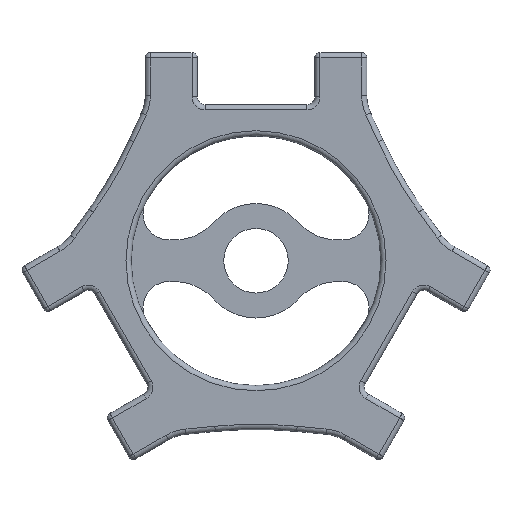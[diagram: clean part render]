
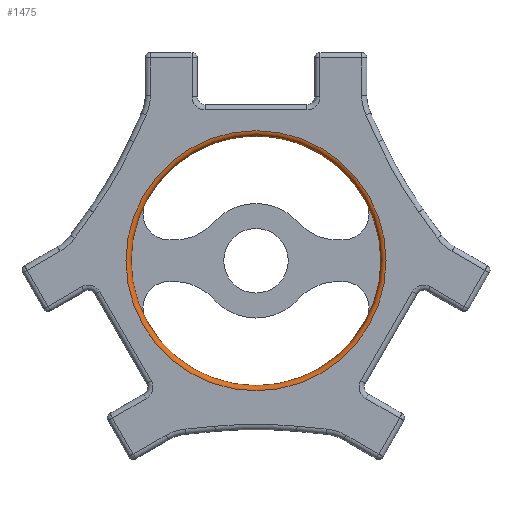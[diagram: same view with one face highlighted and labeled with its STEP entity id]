
A CAD part, top view. The second image highlights one B-rep face of the part: STEP entity #1475.
In plain terms, the highlighted toroidal (fillet/blend) face has major radius 25 mm and minor radius 1 mm.
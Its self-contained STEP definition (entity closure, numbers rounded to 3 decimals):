
#32 = CYLINDRICAL_SURFACE('',#33,24.);
#33 = AXIS2_PLACEMENT_3D('',#34,#35,#36);
#34 = CARTESIAN_POINT('',(0.,0.,8.));
#35 = DIRECTION('',(0.,0.,1.));
#36 = DIRECTION('',(1.,0.,0.));
#114 = VERTEX_POINT('',#115);
#115 = CARTESIAN_POINT('',(24.,0.,7.));
#136 = EDGE_CURVE('',#114,#114,#137,.T.);
#137 = SURFACE_CURVE('',#138,(#143,#150),.PCURVE_S1.);
#138 = CIRCLE('',#139,24.);
#139 = AXIS2_PLACEMENT_3D('',#140,#141,#142);
#140 = CARTESIAN_POINT('',(0.,0.,7.));
#141 = DIRECTION('',(0.,0.,1.));
#142 = DIRECTION('',(1.,0.,0.));
#143 = PCURVE('',#32,#144);
#144 = DEFINITIONAL_REPRESENTATION('',(#145),#149);
#145 = LINE('',#146,#147);
#146 = CARTESIAN_POINT('',(0.,-1.));
#147 = VECTOR('',#148,1.);
#148 = DIRECTION('',(1.,0.));
#149 = ( GEOMETRIC_REPRESENTATION_CONTEXT(2) 
PARAMETRIC_REPRESENTATION_CONTEXT() REPRESENTATION_CONTEXT('2D SPACE',''
  ) );
#150 = PCURVE('',#151,#156);
#151 = TOROIDAL_SURFACE('',#152,25.,1.);
#152 = AXIS2_PLACEMENT_3D('',#153,#154,#155);
#153 = CARTESIAN_POINT('',(0.,0.,7.));
#154 = DIRECTION('',(0.,0.,-1.));
#155 = DIRECTION('',(1.,0.,0.));
#156 = DEFINITIONAL_REPRESENTATION('',(#157),#161);
#157 = LINE('',#158,#159);
#158 = CARTESIAN_POINT('',(-0.,3.142));
#159 = VECTOR('',#160,1.);
#160 = DIRECTION('',(-1.,0.));
#161 = ( GEOMETRIC_REPRESENTATION_CONTEXT(2) 
PARAMETRIC_REPRESENTATION_CONTEXT() REPRESENTATION_CONTEXT('2D SPACE',''
  ) );
#1475 = ADVANCED_FACE('',(#1476),#151,.T.);
#1476 = FACE_BOUND('',#1477,.F.);
#1477 = EDGE_LOOP('',(#1478,#1500,#1501,#1502));
#1478 = ORIENTED_EDGE('',*,*,#1479,.F.);
#1479 = EDGE_CURVE('',#114,#1480,#1482,.T.);
#1480 = VERTEX_POINT('',#1481);
#1481 = CARTESIAN_POINT('',(25.,0.,8.));
#1482 = SEAM_CURVE('',#1483,(#1488,#1494),.PCURVE_S1.);
#1483 = CIRCLE('',#1484,1.);
#1484 = AXIS2_PLACEMENT_3D('',#1485,#1486,#1487);
#1485 = CARTESIAN_POINT('',(25.,0.,7.));
#1486 = DIRECTION('',(-0.,1.,0.));
#1487 = DIRECTION('',(1.,0.,0.));
#1488 = PCURVE('',#151,#1489);
#1489 = DEFINITIONAL_REPRESENTATION('',(#1490),#1493);
#1490 = B_SPLINE_CURVE_WITH_KNOTS('',1,(#1491,#1492),.UNSPECIFIED.,.F.,
  .F.,(2,2),(3.142,4.712),.PIECEWISE_BEZIER_KNOTS.);
#1491 = CARTESIAN_POINT('',(0.,3.142));
#1492 = CARTESIAN_POINT('',(0.,4.712));
#1493 = ( GEOMETRIC_REPRESENTATION_CONTEXT(2) 
PARAMETRIC_REPRESENTATION_CONTEXT() REPRESENTATION_CONTEXT('2D SPACE',''
  ) );
#1494 = PCURVE('',#151,#1495);
#1495 = DEFINITIONAL_REPRESENTATION('',(#1496),#1499);
#1496 = B_SPLINE_CURVE_WITH_KNOTS('',1,(#1497,#1498),.UNSPECIFIED.,.F.,
  .F.,(2,2),(3.142,4.712),.PIECEWISE_BEZIER_KNOTS.);
#1497 = CARTESIAN_POINT('',(-6.283,3.142));
#1498 = CARTESIAN_POINT('',(-6.283,4.712));
#1499 = ( GEOMETRIC_REPRESENTATION_CONTEXT(2) 
PARAMETRIC_REPRESENTATION_CONTEXT() REPRESENTATION_CONTEXT('2D SPACE',''
  ) );
#1500 = ORIENTED_EDGE('',*,*,#136,.T.);
#1501 = ORIENTED_EDGE('',*,*,#1479,.T.);
#1502 = ORIENTED_EDGE('',*,*,#1503,.F.);
#1503 = EDGE_CURVE('',#1480,#1480,#1504,.T.);
#1504 = SURFACE_CURVE('',#1505,(#1510,#1517),.PCURVE_S1.);
#1505 = CIRCLE('',#1506,25.);
#1506 = AXIS2_PLACEMENT_3D('',#1507,#1508,#1509);
#1507 = CARTESIAN_POINT('',(0.,0.,8.));
#1508 = DIRECTION('',(0.,0.,1.));
#1509 = DIRECTION('',(1.,0.,0.));
#1510 = PCURVE('',#151,#1511);
#1511 = DEFINITIONAL_REPRESENTATION('',(#1512),#1516);
#1512 = LINE('',#1513,#1514);
#1513 = CARTESIAN_POINT('',(-0.,4.712));
#1514 = VECTOR('',#1515,1.);
#1515 = DIRECTION('',(-1.,0.));
#1516 = ( GEOMETRIC_REPRESENTATION_CONTEXT(2) 
PARAMETRIC_REPRESENTATION_CONTEXT() REPRESENTATION_CONTEXT('2D SPACE',''
  ) );
#1517 = PCURVE('',#1518,#1523);
#1518 = PLANE('',#1519);
#1519 = AXIS2_PLACEMENT_3D('',#1520,#1521,#1522);
#1520 = CARTESIAN_POINT('',(-15.281,-33.533,8.));
#1521 = DIRECTION('',(0.,0.,-1.));
#1522 = DIRECTION('',(-1.,0.,0.));
#1523 = DEFINITIONAL_REPRESENTATION('',(#1524),#1532);
#1524 = ( BOUNDED_CURVE() B_SPLINE_CURVE(2,(#1525,#1526,#1527,#1528,
#1529,#1530,#1531),.UNSPECIFIED.,.F.,.F.) B_SPLINE_CURVE_WITH_KNOTS((1,2
    ,2,2,2,1),(-2.094,0.,2.094,4.189,
6.283,8.378),.UNSPECIFIED.) CURVE() 
GEOMETRIC_REPRESENTATION_ITEM() RATIONAL_B_SPLINE_CURVE((1.,0.5,1.,0.5,
1.,0.5,1.)) REPRESENTATION_ITEM('') );
#1525 = CARTESIAN_POINT('',(-40.281,33.533));
#1526 = CARTESIAN_POINT('',(-40.281,76.834));
#1527 = CARTESIAN_POINT('',(-2.781,55.184));
#1528 = CARTESIAN_POINT('',(34.719,33.533));
#1529 = CARTESIAN_POINT('',(-2.781,11.882));
#1530 = CARTESIAN_POINT('',(-40.281,-9.768));
#1531 = CARTESIAN_POINT('',(-40.281,33.533));
#1532 = ( GEOMETRIC_REPRESENTATION_CONTEXT(2) 
PARAMETRIC_REPRESENTATION_CONTEXT() REPRESENTATION_CONTEXT('2D SPACE',''
  ) );
